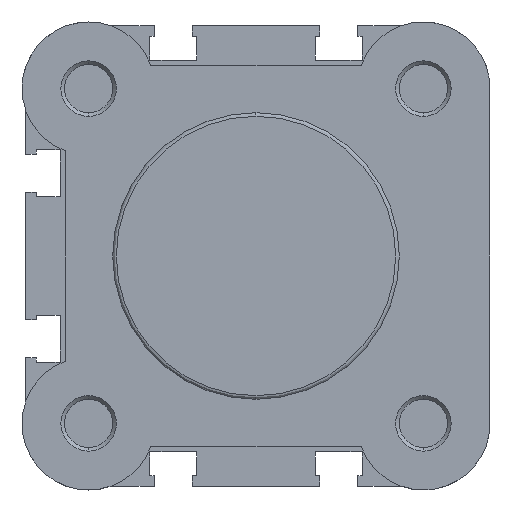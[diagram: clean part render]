
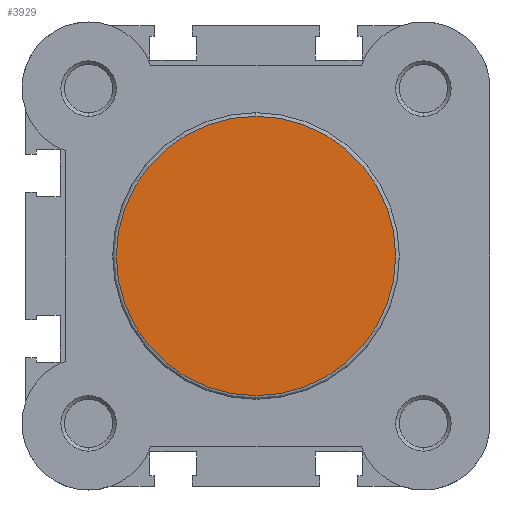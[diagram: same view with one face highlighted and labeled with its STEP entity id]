
A CAD part, left-side view. The second image highlights one B-rep face of the part: STEP entity #3929.
In plain terms, the highlighted planar face has unit normal (-1, 0, 0).
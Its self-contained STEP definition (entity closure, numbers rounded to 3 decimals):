
#225 = ORIENTED_EDGE ( 'NONE', *, *, #5871, .T. ) ;
#226 = ORIENTED_EDGE ( 'NONE', *, *, #5811, .T. ) ;
#1234 = EDGE_LOOP ( 'NONE', ( #225, #226 ) ) ;
#1463 = VERTEX_POINT ( 'NONE', #1719 ) ;
#1719 = CARTESIAN_POINT ( 'NONE',  ( 0., 0., 19.4 ) ) ;
#2016 = CARTESIAN_POINT ( 'NONE',  ( 0., 19.9, 0. ) ) ;
#2017 = PLANE ( 'NONE',  #6107 ) ;
#2018 = DIRECTION ( 'NONE',  ( 1., 0., 0. ) ) ;
#2019 = DIRECTION ( 'NONE',  ( 0., 0., -1. ) ) ;
#2863 = FACE_OUTER_BOUND ( 'NONE', #1234, .T. ) ;
#3655 = CIRCLE ( 'NONE', #6342, 19.4 ) ;
#3739 = CIRCLE ( 'NONE', #5270, 19.4 ) ;
#3929 = ADVANCED_FACE ( 'NONE', ( #2863 ), #2017, .F. ) ;
#4464 = CARTESIAN_POINT ( 'NONE',  ( 0., 0., 0. ) ) ;
#4465 = DIRECTION ( 'NONE',  ( -1., 0., 0. ) ) ;
#4466 = DIRECTION ( 'NONE',  ( 0., 0., -1. ) ) ;
#4612 = CARTESIAN_POINT ( 'NONE',  ( 0., 0., 0. ) ) ;
#4619 = DIRECTION ( 'NONE',  ( -1., 0., 0. ) ) ;
#4620 = DIRECTION ( 'NONE',  ( 0., 0., -1. ) ) ;
#5162 = CARTESIAN_POINT ( 'NONE',  ( 0., 0., -19.4 ) ) ;
#5270 = AXIS2_PLACEMENT_3D ( 'NONE', #4612, #4619, #4620 ) ;
#5811 = EDGE_CURVE ( 'NONE', #1463, #6393, #3655, .T. ) ;
#5871 = EDGE_CURVE ( 'NONE', #6393, #1463, #3739, .T. ) ;
#6107 = AXIS2_PLACEMENT_3D ( 'NONE', #2016, #2018, #2019 ) ;
#6342 = AXIS2_PLACEMENT_3D ( 'NONE', #4464, #4465, #4466 ) ;
#6393 = VERTEX_POINT ( 'NONE', #5162 ) ;
